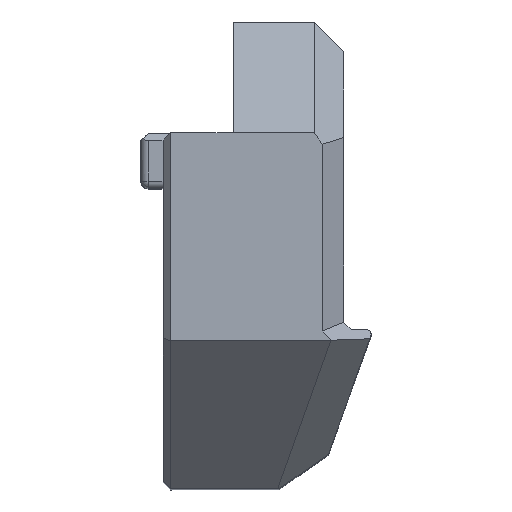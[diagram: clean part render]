
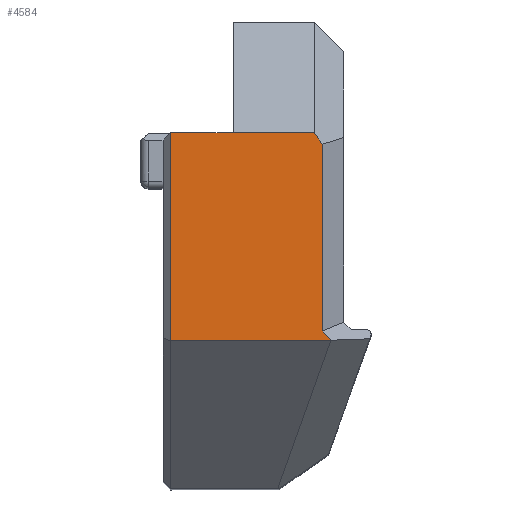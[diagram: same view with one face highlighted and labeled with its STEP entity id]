
A CAD part, top view. The second image highlights one B-rep face of the part: STEP entity #4584.
In plain terms, the highlighted planar face has unit normal (0, 0, 1).
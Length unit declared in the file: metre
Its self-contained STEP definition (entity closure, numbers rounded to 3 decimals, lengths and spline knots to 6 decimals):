
#703=ORIENTED_EDGE('',*,*,#1969,.F.);
#704=ORIENTED_EDGE('',*,*,#1968,.F.);
#705=ORIENTED_EDGE('',*,*,#1886,.F.);
#706=ORIENTED_EDGE('',*,*,#1867,.F.);
#707=ORIENTED_EDGE('',*,*,#1903,.T.);
#708=ORIENTED_EDGE('',*,*,#1970,.T.);
#709=ORIENTED_EDGE('',*,*,#1899,.T.);
#710=ORIENTED_EDGE('',*,*,#1953,.F.);
#711=ORIENTED_EDGE('',*,*,#1949,.F.);
#1867=EDGE_CURVE('',#2528,#2527,#2966,.T.);
#1886=EDGE_CURVE('',#2527,#2545,#2985,.T.);
#1899=EDGE_CURVE('',#2556,#2550,#2998,.T.);
#1903=EDGE_CURVE('',#2528,#2558,#3002,.T.);
#1949=EDGE_CURVE('',#2586,#2588,#3034,.T.);
#1953=EDGE_CURVE('',#2588,#2550,#3038,.T.);
#1968=EDGE_CURVE('',#2545,#2598,#3053,.T.);
#1969=EDGE_CURVE('',#2598,#2586,#3054,.T.);
#1970=EDGE_CURVE('',#2558,#2556,#3055,.T.);
#2527=VERTEX_POINT('',#6137);
#2528=VERTEX_POINT('',#6140);
#2545=VERTEX_POINT('',#6180);
#2550=VERTEX_POINT('',#6193);
#2556=VERTEX_POINT('',#6208);
#2558=VERTEX_POINT('',#6216);
#2586=VERTEX_POINT('',#6306);
#2588=VERTEX_POINT('',#6309);
#2598=VERTEX_POINT('',#6343);
#2966=LINE('',#6141,#3413);
#2985=LINE('',#6179,#3432);
#2998=LINE('',#6207,#3445);
#3002=LINE('',#6215,#3449);
#3034=LINE('',#6308,#3481);
#3038=LINE('',#6316,#3485);
#3053=LINE('',#6344,#3500);
#3054=LINE('',#6346,#3501);
#3055=LINE('',#6347,#3502);
#3413=VECTOR('',#5215,1.);
#3432=VECTOR('',#5240,1.);
#3445=VECTOR('',#5261,1.);
#3449=VECTOR('',#5269,1.);
#3481=VECTOR('',#5363,1.);
#3485=VECTOR('',#5369,1.);
#3500=VECTOR('',#5394,1.);
#3501=VECTOR('',#5397,1.);
#3502=VECTOR('',#5398,1.);
#3854=EDGE_LOOP('',(#703,#704,#705,#706,#707,#708,#709,#710,#711));
#4149=FACE_BOUND('',#3854,.T.);
#4424=PLANE('',#4905);
#4584=ADVANCED_FACE('',(#4149),#4424,.F.);
#4905=AXIS2_PLACEMENT_3D('',#6345,#5395,#5396);
#5215=DIRECTION('',(0.577,-0.816,0.));
#5240=DIRECTION('',(0.,-1.,0.));
#5261=DIRECTION('',(-1.,0.,0.));
#5269=DIRECTION('',(-1.,0.,0.));
#5363=DIRECTION('',(-1.,0.,0.));
#5369=DIRECTION('',(0.,1.,0.));
#5394=DIRECTION('',(0.707,-0.707,0.));
#5395=DIRECTION('',(0.,0.,-1.));
#5396=DIRECTION('',(1.,0.,0.));
#5397=DIRECTION('',(-0.743,-0.669,0.));
#5398=DIRECTION('',(0.,-1.,0.));
#6137=CARTESIAN_POINT('',(0.004339,0.003683,0.047999));
#6140=CARTESIAN_POINT('',(0.003893,0.004312,0.047999));
#6141=CARTESIAN_POINT('',(0.004917,0.002864,0.047999));
#6179=CARTESIAN_POINT('',(0.004339,-0.00468,0.047999));
#6180=CARTESIAN_POINT('',(0.004339,-0.006428,0.047999));
#6193=CARTESIAN_POINT('',(-0.003893,0.004311,0.047999));
#6207=CARTESIAN_POINT('',(-0.001458,0.004311,0.047999));
#6208=CARTESIAN_POINT('',(-0.000493,0.004311,0.047999));
#6215=CARTESIAN_POINT('',(0.001377,0.004312,0.047999));
#6216=CARTESIAN_POINT('',(-0.000493,0.004312,0.047999));
#6306=CARTESIAN_POINT('',(0.004793,-0.006969,0.047999));
#6308=CARTESIAN_POINT('',(-0.001458,-0.006969,0.047999));
#6309=CARTESIAN_POINT('',(-0.003893,-0.006969,0.047999));
#6316=CARTESIAN_POINT('',(-0.003893,0.0004,0.047999));
#6343=CARTESIAN_POINT('',(0.004839,-0.006928,0.047999));
#6344=CARTESIAN_POINT('',(0.003138,-0.005228,0.047999));
#6345=CARTESIAN_POINT('',(0.001377,-0.00351,0.047999));
#6346=CARTESIAN_POINT('',(0.003621,-0.008024,0.047999));
#6347=CARTESIAN_POINT('',(-0.000493,0.002401,0.047999));
